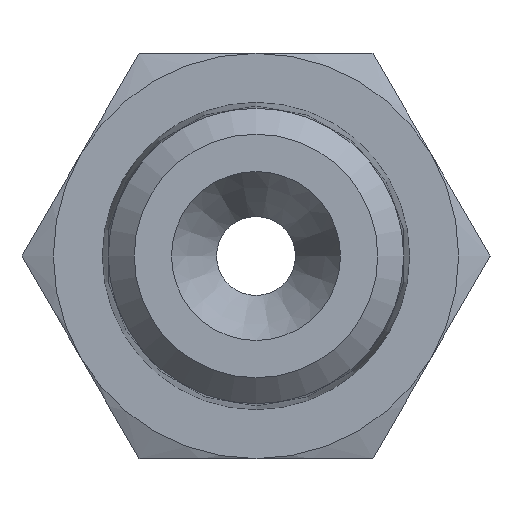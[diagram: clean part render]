
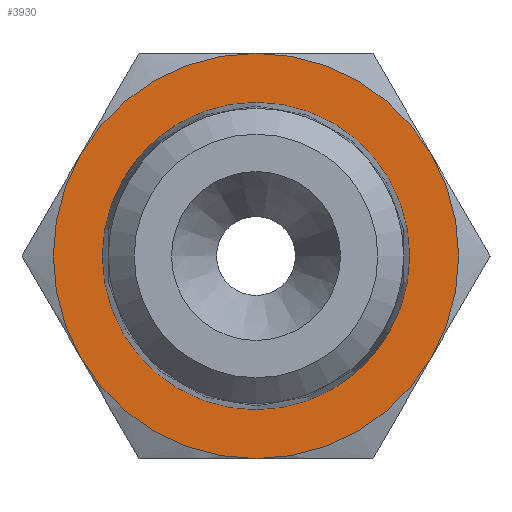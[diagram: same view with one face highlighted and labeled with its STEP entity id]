
A CAD part, left-side view. The second image highlights one B-rep face of the part: STEP entity #3930.
In plain terms, the highlighted planar face has unit normal (-1, 0, 0).
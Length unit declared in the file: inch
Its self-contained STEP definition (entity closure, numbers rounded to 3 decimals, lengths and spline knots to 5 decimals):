
#2944=CARTESIAN_POINT('',(-2.75,0.,0.5625));
#2945=VERTEX_POINT('',#2944);
#3274=CARTESIAN_POINT('',(-2.75,0.,0.4265));
#3275=VERTEX_POINT('',#3274);
#3276=CARTESIAN_POINT('',(-2.75,0.,0.));
#3277=DIRECTION('',(-1.0,0.0,0.0));
#3278=DIRECTION('',(0.0,0.0,-1.0));
#3279=AXIS2_PLACEMENT_3D('',#3276,#3277,#3278);
#3280=CIRCLE('',#3279,0.4265);
#3281=EDGE_CURVE('',#3275,#3275,#3280,.T.);
#3564=CARTESIAN_POINT('',(-2.75,0.48714,0.28125));
#3565=VERTEX_POINT('',#3564);
#3579=CARTESIAN_POINT('',(-2.75,0.0,0.0));
#3580=DIRECTION('',(-1.0,0.0,0.0));
#3581=DIRECTION('',(0.0,1.0,0.0));
#3582=AXIS2_PLACEMENT_3D('',#3579,#3580,#3581);
#3583=CIRCLE('',#3582,0.5625);
#3584=EDGE_CURVE('',#2945,#3565,#3583,.T.);
#3594=CARTESIAN_POINT('',(-2.75,-0.48714,0.28125));
#3595=VERTEX_POINT('',#3594);
#3610=CARTESIAN_POINT('',(-2.75,0.0,0.0));
#3611=DIRECTION('',(-1.0,0.0,0.0));
#3612=DIRECTION('',(0.0,1.0,0.0));
#3613=AXIS2_PLACEMENT_3D('',#3610,#3611,#3612);
#3614=CIRCLE('',#3613,0.5625);
#3615=EDGE_CURVE('',#3595,#2945,#3614,.T.);
#3627=CARTESIAN_POINT('',(-2.75,-0.48714,-0.28125));
#3628=VERTEX_POINT('',#3627);
#3655=CARTESIAN_POINT('',(-2.75,0.0,0.0));
#3656=DIRECTION('',(-1.0,0.0,0.0));
#3657=DIRECTION('',(0.0,1.0,0.0));
#3658=AXIS2_PLACEMENT_3D('',#3655,#3656,#3657);
#3659=CIRCLE('',#3658,0.5625);
#3660=EDGE_CURVE('',#3628,#3595,#3659,.T.);
#3685=CARTESIAN_POINT('',(-2.75,0.,-0.5625));
#3686=VERTEX_POINT('',#3685);
#3687=CARTESIAN_POINT('',(-2.75,0.0,0.0));
#3688=DIRECTION('',(-1.0,0.0,0.0));
#3689=DIRECTION('',(0.0,1.0,0.0));
#3690=AXIS2_PLACEMENT_3D('',#3687,#3688,#3689);
#3691=CIRCLE('',#3690,0.5625);
#3692=EDGE_CURVE('',#3686,#3628,#3691,.T.);
#3730=CARTESIAN_POINT('',(-2.75,0.48714,-0.28125));
#3731=VERTEX_POINT('',#3730);
#3732=CARTESIAN_POINT('',(-2.75,0.0,0.0));
#3733=DIRECTION('',(-1.0,0.0,0.0));
#3734=DIRECTION('',(0.0,1.0,0.0));
#3735=AXIS2_PLACEMENT_3D('',#3732,#3733,#3734);
#3736=CIRCLE('',#3735,0.5625);
#3737=EDGE_CURVE('',#3731,#3686,#3736,.T.);
#3775=CARTESIAN_POINT('',(-2.75,0.0,0.0));
#3776=DIRECTION('',(-1.0,0.0,0.0));
#3777=DIRECTION('',(0.0,1.0,0.0));
#3778=AXIS2_PLACEMENT_3D('',#3775,#3776,#3777);
#3779=CIRCLE('',#3778,0.5625);
#3780=EDGE_CURVE('',#3565,#3731,#3779,.T.);
#3914=CARTESIAN_POINT('',(-2.75,0.,0.));
#3915=DIRECTION('',(1.0,0.0,0.0));
#3916=DIRECTION('',(0.0,0.0,-1.0));
#3917=AXIS2_PLACEMENT_3D('',#3914,#3915,#3916);
#3918=PLANE('',#3917);
#3919=ORIENTED_EDGE('',*,*,#3780,.T.);
#3920=ORIENTED_EDGE('',*,*,#3737,.T.);
#3921=ORIENTED_EDGE('',*,*,#3692,.T.);
#3922=ORIENTED_EDGE('',*,*,#3660,.T.);
#3923=ORIENTED_EDGE('',*,*,#3615,.T.);
#3924=ORIENTED_EDGE('',*,*,#3584,.T.);
#3925=EDGE_LOOP('',(#3919,#3920,#3921,#3922,#3923,#3924));
#3926=FACE_OUTER_BOUND('',#3925,.T.);
#3927=ORIENTED_EDGE('',*,*,#3281,.F.);
#3928=EDGE_LOOP('',(#3927));
#3929=FACE_BOUND('',#3928,.T.);
#3930=ADVANCED_FACE('',(#3926,#3929),#3918,.F.);
